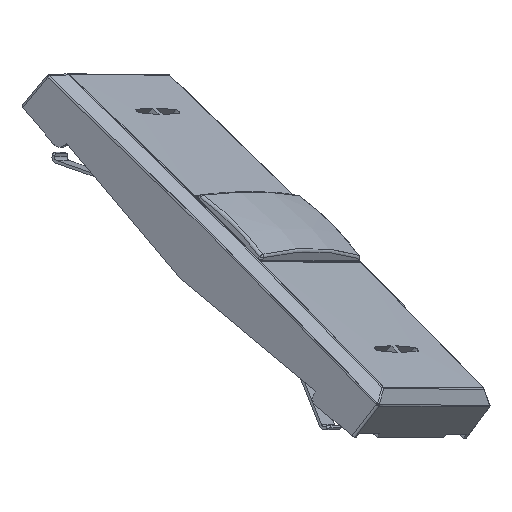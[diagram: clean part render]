
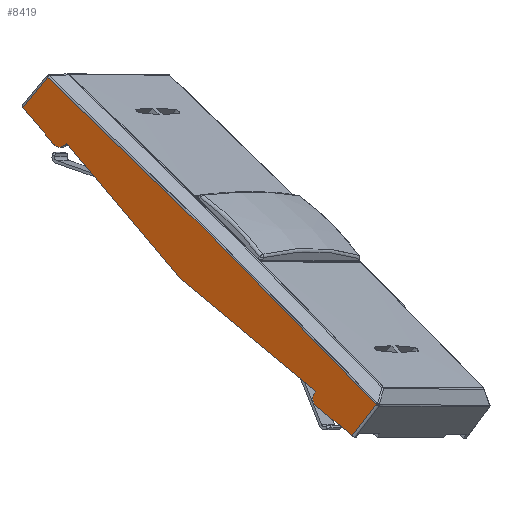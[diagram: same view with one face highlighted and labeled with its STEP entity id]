
A CAD part, isometric view. The second image highlights one B-rep face of the part: STEP entity #8419.
In plain terms, the highlighted face is planar.
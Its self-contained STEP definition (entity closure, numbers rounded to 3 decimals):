
#3171=CARTESIAN_POINT('Vertex',(-22.034,-10.957,7.802)) ;
#3178=CARTESIAN_POINT('Vertex',(-22.036,-10.957,7.8)) ;
#3181=CARTESIAN_POINT('Line Origine',(-24.173,-10.995,5.647)) ;
#3237=CARTESIAN_POINT('Control Point',(-22.034,-10.957,7.802)) ;
#3238=CARTESIAN_POINT('Control Point',(-13.223,-10.953,8.035)) ;
#3239=CARTESIAN_POINT('Control Point',(-4.408,-10.951,8.152)) ;
#3240=CARTESIAN_POINT('Control Point',(4.409,-10.951,8.152)) ;
#3241=CARTESIAN_POINT('Control Point',(13.223,-10.953,8.035)) ;
#3242=CARTESIAN_POINT('Control Point',(22.034,-10.957,7.802)) ;
#3243=CARTESIAN_POINT('Vertex',(22.034,-10.957,7.802)) ;
#3348=CARTESIAN_POINT('Line Origine',(24.16,-10.995,5.659)) ;
#3352=CARTESIAN_POINT('Vertex',(22.036,-10.957,7.8)) ;
#8335=CARTESIAN_POINT('Axis2P3D Location',(0.,-11.038,3.2)) ;
#8341=CARTESIAN_POINT('Control Point',(-22.036,-10.957,7.8)) ;
#8342=CARTESIAN_POINT('Control Point',(-22.1,-11.021,4.13)) ;
#8343=CARTESIAN_POINT('Vertex',(-22.1,-11.021,4.13)) ;
#8347=CARTESIAN_POINT('Control Point',(-17.584,-11.028,3.735)) ;
#8348=CARTESIAN_POINT('Control Point',(-22.1,-11.021,4.13)) ;
#8349=CARTESIAN_POINT('Vertex',(-17.584,-11.028,3.735)) ;
#8353=CARTESIAN_POINT('Control Point',(-16.717,-11.015,4.462)) ;
#8354=CARTESIAN_POINT('Control Point',(-16.745,-11.021,4.149)) ;
#8355=CARTESIAN_POINT('Control Point',(-16.939,-11.026,3.847)) ;
#8356=CARTESIAN_POINT('Control Point',(-17.271,-11.029,3.707)) ;
#8357=CARTESIAN_POINT('Control Point',(-17.584,-11.028,3.735)) ;
#8358=CARTESIAN_POINT('Vertex',(-16.717,-11.015,4.462)) ;
#8362=CARTESIAN_POINT('Control Point',(-16.7,-11.012,4.661)) ;
#8363=CARTESIAN_POINT('Control Point',(-16.717,-11.015,4.462)) ;
#8364=CARTESIAN_POINT('Vertex',(-16.7,-11.012,4.661)) ;
#8368=CARTESIAN_POINT('Control Point',(0.,-11.038,3.2)) ;
#8369=CARTESIAN_POINT('Control Point',(-16.7,-11.012,4.661)) ;
#8370=CARTESIAN_POINT('Vertex',(0.,-11.038,3.2)) ;
#8374=CARTESIAN_POINT('Control Point',(0.,-11.038,3.2)) ;
#8375=CARTESIAN_POINT('Control Point',(16.7,-11.012,4.661)) ;
#8376=CARTESIAN_POINT('Vertex',(16.7,-11.012,4.661)) ;
#8380=CARTESIAN_POINT('Control Point',(16.7,-11.012,4.661)) ;
#8381=CARTESIAN_POINT('Control Point',(16.717,-11.015,4.462)) ;
#8382=CARTESIAN_POINT('Vertex',(16.717,-11.015,4.462)) ;
#8386=CARTESIAN_POINT('Control Point',(16.717,-11.015,4.462)) ;
#8387=CARTESIAN_POINT('Control Point',(16.745,-11.021,4.149)) ;
#8388=CARTESIAN_POINT('Control Point',(16.939,-11.026,3.847)) ;
#8389=CARTESIAN_POINT('Control Point',(17.271,-11.029,3.707)) ;
#8390=CARTESIAN_POINT('Control Point',(17.584,-11.028,3.735)) ;
#8391=CARTESIAN_POINT('Vertex',(17.584,-11.028,3.735)) ;
#8395=CARTESIAN_POINT('Control Point',(17.584,-11.028,3.735)) ;
#8396=CARTESIAN_POINT('Control Point',(22.1,-11.021,4.13)) ;
#8397=CARTESIAN_POINT('Vertex',(22.1,-11.021,4.13)) ;
#8401=CARTESIAN_POINT('Control Point',(22.1,-11.021,4.13)) ;
#8402=CARTESIAN_POINT('Control Point',(22.036,-10.957,7.8)) ;
#3182=DIRECTION('Vector Direction',(-0.704,-0.012,-0.71)) ;
#3349=DIRECTION('Vector Direction',(-0.704,0.012,0.71)) ;
#8336=DIRECTION('Axis2P3D Direction',(0.,-1.,0.017)) ;
#8337=DIRECTION('Axis2P3D XDirection',(-1.,0.,0.)) ;
#8338=AXIS2_PLACEMENT_3D('Plane Axis2P3D',#8335,#8336,#8337) ;
#8405=ORIENTED_EDGE('',*,*,#3354,.F.) ;
#8406=ORIENTED_EDGE('',*,*,#3245,.F.) ;
#8407=ORIENTED_EDGE('',*,*,#3185,.T.) ;
#8408=ORIENTED_EDGE('',*,*,#8345,.T.) ;
#8409=ORIENTED_EDGE('',*,*,#8351,.F.) ;
#8410=ORIENTED_EDGE('',*,*,#8360,.F.) ;
#8411=ORIENTED_EDGE('',*,*,#8366,.F.) ;
#8412=ORIENTED_EDGE('',*,*,#8372,.F.) ;
#8413=ORIENTED_EDGE('',*,*,#8378,.F.) ;
#8414=ORIENTED_EDGE('',*,*,#8384,.F.) ;
#8415=ORIENTED_EDGE('',*,*,#8393,.F.) ;
#8416=ORIENTED_EDGE('',*,*,#8399,.F.) ;
#8417=ORIENTED_EDGE('',*,*,#8403,.T.) ;
#3183=VECTOR('Line Direction',#3182,1.) ;
#3350=VECTOR('Line Direction',#3349,1.) ;
#8419=ADVANCED_FACE('PartBody',(#8418),#8339,.T.) ;
#3236=B_SPLINE_CURVE_WITH_KNOTS('',5,(#3237,#3238,#3239,#3240,#3241,#3242),.UNSPECIFIED.,.F.,.U.,(6,6),(15.921,92.292),.UNSPECIFIED.) ;
#8340=B_SPLINE_CURVE_WITH_KNOTS('',1,(#8341,#8342),.UNSPECIFIED.,.F.,.U.,(2,2),(-2.154,1.517),.UNSPECIFIED.) ;
#8346=B_SPLINE_CURVE_WITH_KNOTS('',1,(#8347,#8348),.UNSPECIFIED.,.F.,.U.,(2,2),(-36.383,-31.85),.UNSPECIFIED.) ;
#8352=B_SPLINE_CURVE_WITH_KNOTS('',4,(#8353,#8354,#8355,#8356,#8357),.UNSPECIFIED.,.F.,.U.,(5,5),(0.,1.777),.UNSPECIFIED.) ;
#8361=B_SPLINE_CURVE_WITH_KNOTS('',1,(#8362,#8363),.UNSPECIFIED.,.F.,.U.,(2,2),(2.253,2.453),.UNSPECIFIED.) ;
#8367=B_SPLINE_CURVE_WITH_KNOTS('',1,(#8368,#8369),.UNSPECIFIED.,.F.,.U.,(2,2),(-42.517,-25.753),.UNSPECIFIED.) ;
#8373=B_SPLINE_CURVE_WITH_KNOTS('',1,(#8374,#8375),.UNSPECIFIED.,.F.,.U.,(2,2),(-42.517,-25.753),.UNSPECIFIED.) ;
#8379=B_SPLINE_CURVE_WITH_KNOTS('',1,(#8380,#8381),.UNSPECIFIED.,.F.,.U.,(2,2),(2.253,2.453),.UNSPECIFIED.) ;
#8385=B_SPLINE_CURVE_WITH_KNOTS('',4,(#8386,#8387,#8388,#8389,#8390),.UNSPECIFIED.,.F.,.U.,(5,5),(0.,1.777),.UNSPECIFIED.) ;
#8394=B_SPLINE_CURVE_WITH_KNOTS('',1,(#8395,#8396),.UNSPECIFIED.,.F.,.U.,(2,2),(-36.383,-31.85),.UNSPECIFIED.) ;
#8400=B_SPLINE_CURVE_WITH_KNOTS('',1,(#8401,#8402),.UNSPECIFIED.,.F.,.U.,(2,2),(-1.517,2.154),.UNSPECIFIED.) ;
#3185=EDGE_CURVE('',#3172,#3179,#3184,.T.) ;
#3245=EDGE_CURVE('',#3172,#3244,#3236,.T.) ;
#3354=EDGE_CURVE('',#3244,#3353,#3351,.F.) ;
#8345=EDGE_CURVE('',#3179,#8344,#8340,.T.) ;
#8351=EDGE_CURVE('',#8350,#8344,#8346,.T.) ;
#8360=EDGE_CURVE('',#8359,#8350,#8352,.T.) ;
#8366=EDGE_CURVE('',#8365,#8359,#8361,.T.) ;
#8372=EDGE_CURVE('',#8371,#8365,#8367,.T.) ;
#8378=EDGE_CURVE('',#8377,#8371,#8373,.F.) ;
#8384=EDGE_CURVE('',#8383,#8377,#8379,.F.) ;
#8393=EDGE_CURVE('',#8392,#8383,#8385,.F.) ;
#8399=EDGE_CURVE('',#8398,#8392,#8394,.F.) ;
#8403=EDGE_CURVE('',#8398,#3353,#8400,.T.) ;
#8404=EDGE_LOOP('',(#8405,#8406,#8407,#8408,#8409,#8410,#8411,#8412,#8413,#8414,#8415,#8416,#8417)) ;
#8418=FACE_OUTER_BOUND('',#8404,.T.) ;
#3184=LINE('Line',#3181,#3183) ;
#3351=LINE('Line',#3348,#3350) ;
#8339=PLANE('',#8338) ;
#3172=VERTEX_POINT('',#3171) ;
#3179=VERTEX_POINT('',#3178) ;
#3244=VERTEX_POINT('',#3243) ;
#3353=VERTEX_POINT('',#3352) ;
#8344=VERTEX_POINT('',#8343) ;
#8350=VERTEX_POINT('',#8349) ;
#8359=VERTEX_POINT('',#8358) ;
#8365=VERTEX_POINT('',#8364) ;
#8371=VERTEX_POINT('',#8370) ;
#8377=VERTEX_POINT('',#8376) ;
#8383=VERTEX_POINT('',#8382) ;
#8392=VERTEX_POINT('',#8391) ;
#8398=VERTEX_POINT('',#8397) ;
